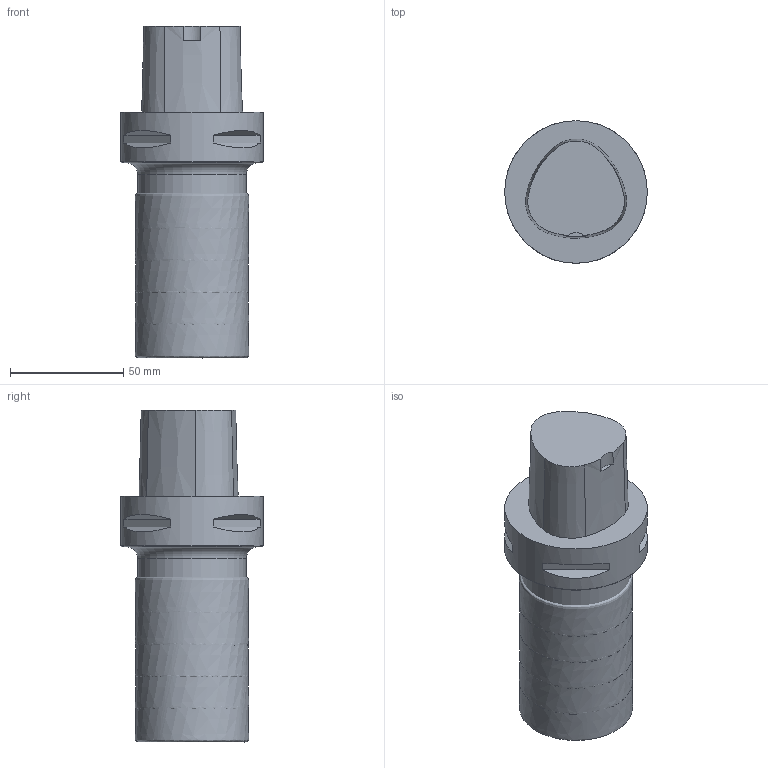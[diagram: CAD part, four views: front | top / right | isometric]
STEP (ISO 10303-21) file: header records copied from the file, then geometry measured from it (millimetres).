
FILE_DESCRIPTION(/* description */ (''),/* implementation_level */ '2;1');
FILE_NAME(/* name */ '1589257311925.stp',/* time_stamp */ '2020-05-12T09:52:18+05:00',/* author */ (''),/* organization */ ('SMS'),/* preprocessor_version */ 'ST-DEVELOPER v16.7',/* originating_system */ 'SIEMENS PLM Software NX 12.0',/* authorisation */ '');
FILE_SCHEMA (('AUTOMOTIVE_DESIGN { 1 0 10303 214 3 1 1 1 }'));
Length unit declared in the file: millimetre
Products named in the file (4): ASSEMBLY_CONSTRUCTION; 202613864mod000_01; 202987039mod000_00; 202987041mod000_00
Assembly tree (7 placements, depth 2):
  202987041mod000_00
    202987039mod000_00
    202613864mod000_01  x5
    ASSEMBLY_CONSTRUCTION
Bounding box: 63 x 63 x 146.7 mm (x, y, z)
Volume: 388375.9 mm3; surface area: 61526.6 mm2
Topology: 6 solids, 6 shells, 50 faces, 111 edges, 95 vertices
Faces by surface type: cone 20, plane 18, bspline 5, torus 4, cylinder 3
Full cylindrical faces by diameter (mm): 47.978 x1, 63 x1
Entity records: 27308 total; most frequent: CARTESIAN_POINT 26026, DIRECTION 254, ORIENTED_EDGE 142, AXIS2_PLACEMENT_3D 116, EDGE_LOOP 72, EDGE_CURVE 71, VERTEX_POINT 60, FACE_BOUND 55
